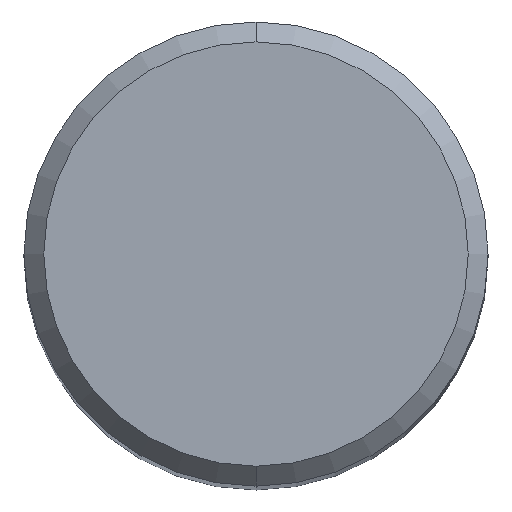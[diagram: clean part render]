
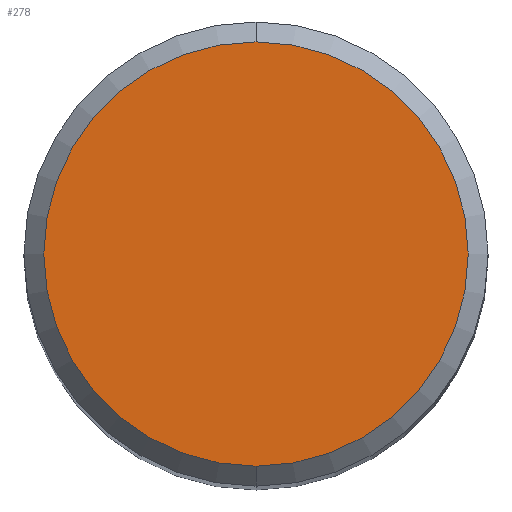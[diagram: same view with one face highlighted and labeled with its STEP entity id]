
A CAD part, top view. The second image highlights one B-rep face of the part: STEP entity #278.
In plain terms, the highlighted planar face has unit normal (0, 0, 1).
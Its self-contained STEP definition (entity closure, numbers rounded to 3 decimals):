
#252=EDGE_CURVE('',#374,#288,#561,.T.);
#278=ADVANCED_FACE('',(#591),#592,.T.);
#288=VERTEX_POINT('',#602);
#374=VERTEX_POINT('',#699);
#426=EDGE_CURVE('',#288,#374,#757,.T.);
#561=CIRCLE('',#993,6.4);
#591=FACE_OUTER_BOUND('',#1035,.T.);
#592=PLANE('',#1036);
#602=CARTESIAN_POINT('',(0.0,6.4,0.0));
#699=CARTESIAN_POINT('',(0.,-6.4,0.0));
#757=CIRCLE('',#1420,6.4);
#993=AXIS2_PLACEMENT_3D('',#1588,#1589,#1590);
#1035=EDGE_LOOP('',(#1630,#1631));
#1036=AXIS2_PLACEMENT_3D('',#1632,#1633,#1634);
#1420=AXIS2_PLACEMENT_3D('',#1825,#1826,#1827);
#1588=CARTESIAN_POINT('',(0.0,0.0,0.0));
#1589=DIRECTION('',(0.0,0.0,-1.0));
#1590=DIRECTION('',(0.0,1.0,0.0));
#1630=ORIENTED_EDGE('',*,*,#426,.F.);
#1631=ORIENTED_EDGE('',*,*,#252,.F.);
#1632=CARTESIAN_POINT('',(0.0,3.2,0.0));
#1633=DIRECTION('',(-0.0,0.0,1.0));
#1634=DIRECTION('',(0.0,-1.0,0.0));
#1825=CARTESIAN_POINT('',(0.0,0.0,0.0));
#1826=DIRECTION('',(0.0,0.0,-1.0));
#1827=DIRECTION('',(0.0,1.0,0.0));
